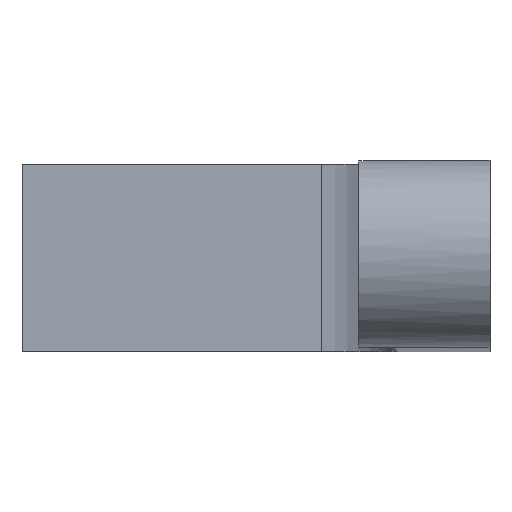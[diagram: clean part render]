
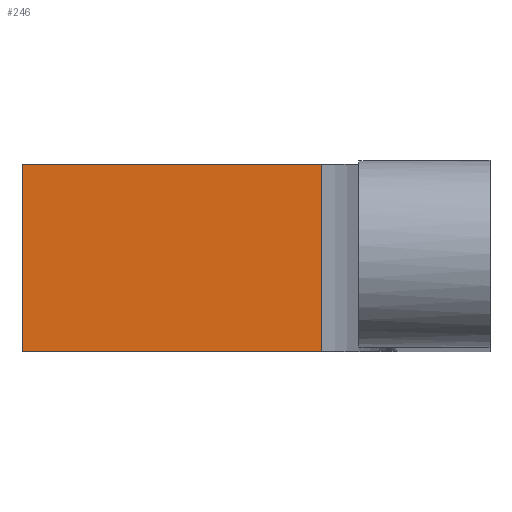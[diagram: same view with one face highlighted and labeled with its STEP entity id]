
A CAD part, top view. The second image highlights one B-rep face of the part: STEP entity #246.
In plain terms, the highlighted planar face has unit normal (0, 0, 1).
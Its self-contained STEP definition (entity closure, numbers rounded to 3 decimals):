
#31=LINE('',#413,#52);
#32=LINE('',#416,#53);
#33=LINE('',#418,#54);
#34=LINE('',#419,#55);
#52=VECTOR('',#341,10.);
#53=VECTOR('',#344,10.);
#54=VECTOR('',#345,10.);
#55=VECTOR('',#346,10.);
#73=FACE_OUTER_BOUND('',#90,.T.);
#90=EDGE_LOOP('',(#197,#198,#199,#200));
#122=VERTEX_POINT('',#409);
#123=VERTEX_POINT('',#411);
#124=VERTEX_POINT('',#415);
#125=VERTEX_POINT('',#417);
#151=EDGE_CURVE('',#122,#123,#31,.T.);
#152=EDGE_CURVE('',#122,#124,#32,.T.);
#153=EDGE_CURVE('',#125,#123,#33,.T.);
#154=EDGE_CURVE('',#124,#125,#34,.T.);
#197=ORIENTED_EDGE('',*,*,#152,.F.);
#198=ORIENTED_EDGE('',*,*,#151,.T.);
#199=ORIENTED_EDGE('',*,*,#153,.F.);
#200=ORIENTED_EDGE('',*,*,#154,.F.);
#233=PLANE('',#284);
#246=ADVANCED_FACE('',(#73),#233,.T.);
#284=AXIS2_PLACEMENT_3D('',#414,#342,#343);
#341=DIRECTION('',(0.,1.,0.));
#342=DIRECTION('center_axis',(0.,0.,1.));
#343=DIRECTION('ref_axis',(1.,0.,0.));
#344=DIRECTION('',(-1.,0.,0.));
#345=DIRECTION('',(1.,0.,0.));
#346=DIRECTION('',(0.,1.,0.));
#409=CARTESIAN_POINT('',(16.,0.,-125.));
#411=CARTESIAN_POINT('',(16.,10.,-125.));
#413=CARTESIAN_POINT('',(16.,0.,-125.));
#414=CARTESIAN_POINT('Origin',(0.,0.,-125.));
#415=CARTESIAN_POINT('',(0.,0.,-125.));
#416=CARTESIAN_POINT('',(16.,0.,-125.));
#417=CARTESIAN_POINT('',(0.,10.,-125.));
#418=CARTESIAN_POINT('',(16.,10.,-125.));
#419=CARTESIAN_POINT('',(0.,0.,-125.));
